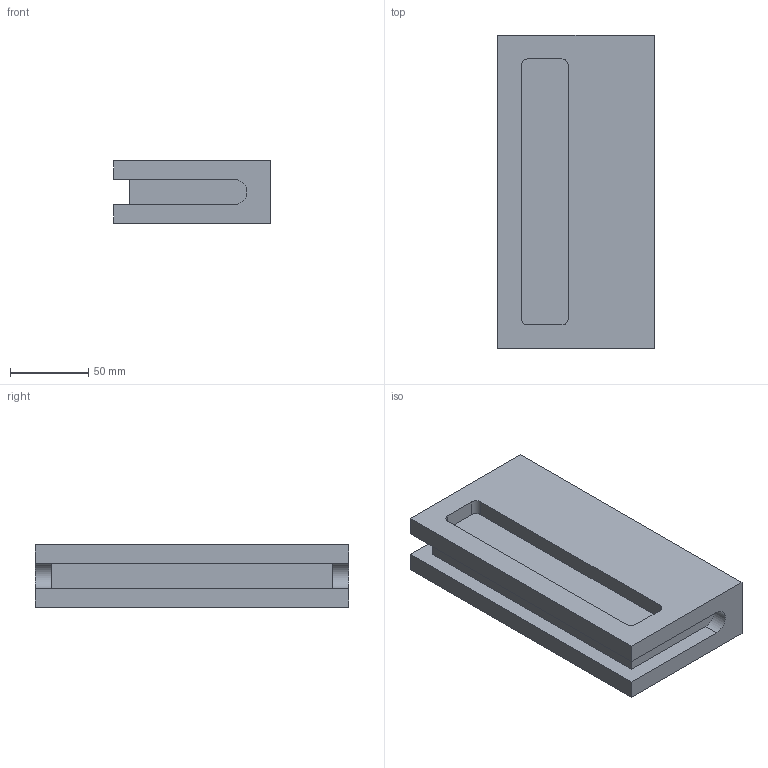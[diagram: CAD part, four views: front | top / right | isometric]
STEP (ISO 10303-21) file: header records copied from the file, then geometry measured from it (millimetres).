
FILE_DESCRIPTION (( 'STEP AP214' ), '1' );
FILE_NAME ('01.STEP', '2023-04-20T14:25:37', ( '' ), ( '' ), 'SwSTEP 2.0', 'SolidWorks 2021', '' );
FILE_SCHEMA (( 'AUTOMOTIVE_DESIGN' ));
Length unit declared in the file: millimetre
Products named in the file (1): 01
Bounding box: 100 x 200 x 40 mm (x, y, z)
Volume: 500436.1 mm3; surface area: 90079.3 mm2
Topology: 1 solids, 1 shells, 41 faces, 108 edges, 72 vertices
Faces by surface type: plane 27, cylinder 14
Entity records: 1304 total; most frequent: CARTESIAN_POINT 222, DIRECTION 220, ORIENTED_EDGE 216, EDGE_CURVE 108, VECTOR 80, LINE 80, VERTEX_POINT 72, AXIS2_PLACEMENT_3D 70
